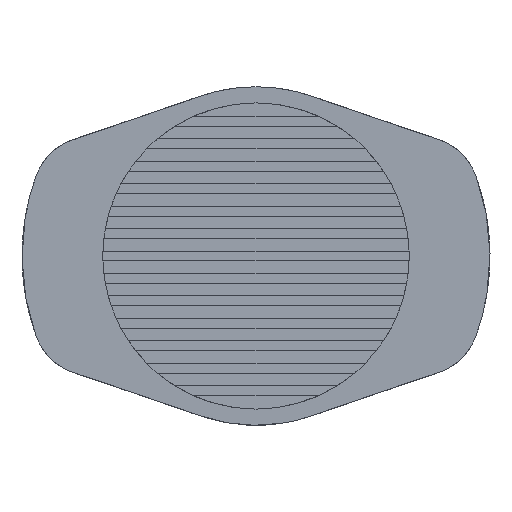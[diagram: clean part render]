
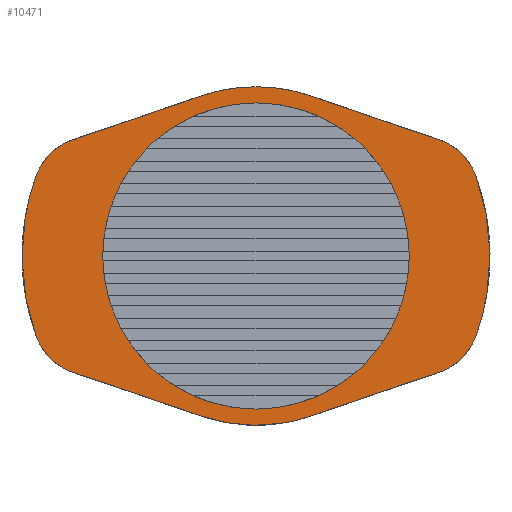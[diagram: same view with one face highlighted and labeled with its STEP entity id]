
A CAD part, left-side view. The second image highlights one B-rep face of the part: STEP entity #10471.
In plain terms, the highlighted free-form (B-spline) face has degree [1, 1] with [2, 2] control points.
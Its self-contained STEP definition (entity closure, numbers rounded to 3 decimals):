
#87 = VERTEX_POINT('',#88);
#88 = CARTESIAN_POINT('',(0.,0.,18.608));
#93 = EDGE_CURVE('',#94,#87,#96,.T.);
#94 = VERTEX_POINT('',#95);
#95 = CARTESIAN_POINT('',(0.,-6.026,17.606));
#96 = ( BOUNDED_CURVE() B_SPLINE_CURVE(2,(#97,#98,#99),.UNSPECIFIED.,.F.
,.F.) B_SPLINE_CURVE_WITH_KNOTS((3,3),(5.953,6.283),
.PIECEWISE_BEZIER_KNOTS.) CURVE() GEOMETRIC_REPRESENTATION_ITEM() 
RATIONAL_B_SPLINE_CURVE((1.,0.986,1.)) REPRESENTATION_ITEM('') 
  );
#97 = CARTESIAN_POINT('',(0.,-6.026,17.606));
#98 = CARTESIAN_POINT('',(0.,-3.096,18.608));
#99 = CARTESIAN_POINT('',(0.,0.,18.608));
#6983 = VERTEX_POINT('',#6984);
#6984 = CARTESIAN_POINT('',(0.,0.,-15.598));
#6998 = VERTEX_POINT('',#6999);
#6999 = CARTESIAN_POINT('',(0.,0.,15.598));
#7004 = EDGE_CURVE('',#6998,#6983,#7005,.T.);
#7005 = ( BOUNDED_CURVE() B_SPLINE_CURVE(2,(#7006,#7007,#7008,#7009,
#7010),.UNSPECIFIED.,.F.,.F.) B_SPLINE_CURVE_WITH_KNOTS((3,2,3),(
    3.142,4.712,6.283),
.PIECEWISE_BEZIER_KNOTS.) CURVE() GEOMETRIC_REPRESENTATION_ITEM() 
RATIONAL_B_SPLINE_CURVE((1.,0.707,1.,0.707,1.)) 
REPRESENTATION_ITEM('') );
#7006 = CARTESIAN_POINT('',(0.,0.,15.598));
#7007 = CARTESIAN_POINT('',(0.,-15.598,15.598));
#7008 = CARTESIAN_POINT('',(0.,-15.598,0.));
#7009 = CARTESIAN_POINT('',(0.,-15.598,-15.598));
#7010 = CARTESIAN_POINT('',(0.,0.,-15.598));
#7735 = VERTEX_POINT('',#7736);
#7736 = CARTESIAN_POINT('',(0.,-24.164,-8.819));
#8080 = VERTEX_POINT('',#8081);
#8081 = CARTESIAN_POINT('',(0.,-24.164,8.819));
#8086 = EDGE_CURVE('',#8080,#7735,#8087,.T.);
#8087 = ( BOUNDED_CURVE() B_SPLINE_CURVE(2,(#8088,#8089,#8090),
.UNSPECIFIED.,.F.,.F.) B_SPLINE_CURVE_WITH_KNOTS((3,3),(4.362,
5.062),.PIECEWISE_BEZIER_KNOTS.) CURVE() 
GEOMETRIC_REPRESENTATION_ITEM() RATIONAL_B_SPLINE_CURVE((1.,
0.939,1.)) REPRESENTATION_ITEM('') );
#8088 = CARTESIAN_POINT('',(0.,-24.164,8.819));
#8089 = CARTESIAN_POINT('',(0.,-27.383,0.));
#8090 = CARTESIAN_POINT('',(0.,-24.164,-8.819));
#8113 = VERTEX_POINT('',#8114);
#8114 = CARTESIAN_POINT('',(0.,24.164,-8.819));
#8119 = EDGE_CURVE('',#8113,#8120,#8122,.T.);
#8120 = VERTEX_POINT('',#8121);
#8121 = CARTESIAN_POINT('',(0.,24.164,8.819));
#8122 = ( BOUNDED_CURVE() B_SPLINE_CURVE(2,(#8123,#8124,#8125),
.UNSPECIFIED.,.F.,.F.) B_SPLINE_CURVE_WITH_KNOTS((3,3),(1.221,
1.921),.PIECEWISE_BEZIER_KNOTS.) CURVE() 
GEOMETRIC_REPRESENTATION_ITEM() RATIONAL_B_SPLINE_CURVE((1.,
0.939,1.)) REPRESENTATION_ITEM('') );
#8123 = CARTESIAN_POINT('',(0.,24.164,-8.819));
#8124 = CARTESIAN_POINT('',(0.,27.383,0.));
#8125 = CARTESIAN_POINT('',(0.,24.164,8.819));
#8824 = EDGE_CURVE('',#6983,#6998,#8825,.T.);
#8825 = ( BOUNDED_CURVE() B_SPLINE_CURVE(2,(#8826,#8827,#8828,#8829,
#8830),.UNSPECIFIED.,.F.,.F.) B_SPLINE_CURVE_WITH_KNOTS((3,2,3),(0.,
1.571,3.142),.PIECEWISE_BEZIER_KNOTS.) CURVE() 
GEOMETRIC_REPRESENTATION_ITEM() RATIONAL_B_SPLINE_CURVE((1.,
0.707,1.,0.707,1.)) REPRESENTATION_ITEM('') );
#8826 = CARTESIAN_POINT('',(0.,0.,-15.598));
#8827 = CARTESIAN_POINT('',(0.,15.598,-15.598));
#8828 = CARTESIAN_POINT('',(0.,15.598,0.));
#8829 = CARTESIAN_POINT('',(0.,15.598,15.598));
#8830 = CARTESIAN_POINT('',(0.,0.,15.598));
#10471 = ADVANCED_FACE('',(#10472,#10476),#10551,.T.);
#10472 = FACE_BOUND('',#10473,.T.);
#10473 = EDGE_LOOP('',(#10474,#10475));
#10474 = ORIENTED_EDGE('',*,*,#8824,.T.);
#10475 = ORIENTED_EDGE('',*,*,#7004,.T.);
#10476 = FACE_BOUND('',#10477,.T.);
#10477 = EDGE_LOOP('',(#10478,#10487,#10493,#10494,#10502,#10507,#10508,
    #10516,#10523,#10529,#10530,#10538,#10545));
#10478 = ORIENTED_EDGE('',*,*,#10479,.T.);
#10479 = EDGE_CURVE('',#10480,#10482,#10484,.T.);
#10480 = VERTEX_POINT('',#10481);
#10481 = CARTESIAN_POINT('',(0.,-6.026,-17.606));
#10482 = VERTEX_POINT('',#10483);
#10483 = CARTESIAN_POINT('',(0.,-20.121,-12.781));
#10484 = B_SPLINE_CURVE_WITH_KNOTS('',1,(#10485,#10486),.UNSPECIFIED.,
  .F.,.F.,(2,2),(0.,13.611),.PIECEWISE_BEZIER_KNOTS.);
#10485 = CARTESIAN_POINT('',(0.,-6.026,-17.606));
#10486 = CARTESIAN_POINT('',(0.,-20.121,-12.781));
#10487 = ORIENTED_EDGE('',*,*,#10488,.T.);
#10488 = EDGE_CURVE('',#10482,#7735,#10489,.T.);
#10489 = ( BOUNDED_CURVE() B_SPLINE_CURVE(2,(#10490,#10491,#10492),
.UNSPECIFIED.,.F.,.F.) B_SPLINE_CURVE_WITH_KNOTS((3,3),(3.471,
4.362),.PIECEWISE_BEZIER_KNOTS.) CURVE() 
GEOMETRIC_REPRESENTATION_ITEM() RATIONAL_B_SPLINE_CURVE((1.,
0.902,1.)) REPRESENTATION_ITEM('') );
#10490 = CARTESIAN_POINT('',(0.,-20.121,-12.781));
#10491 = CARTESIAN_POINT('',(0.,-23.089,-11.766));
#10492 = CARTESIAN_POINT('',(0.,-24.164,-8.819));
#10493 = ORIENTED_EDGE('',*,*,#8086,.F.);
#10494 = ORIENTED_EDGE('',*,*,#10495,.T.);
#10495 = EDGE_CURVE('',#8080,#10496,#10498,.T.);
#10496 = VERTEX_POINT('',#10497);
#10497 = CARTESIAN_POINT('',(0.,-20.121,12.781));
#10498 = ( BOUNDED_CURVE() B_SPLINE_CURVE(2,(#10499,#10500,#10501),
.UNSPECIFIED.,.F.,.F.) B_SPLINE_CURVE_WITH_KNOTS((3,3),(1.921,
2.812),.PIECEWISE_BEZIER_KNOTS.) CURVE() 
GEOMETRIC_REPRESENTATION_ITEM() RATIONAL_B_SPLINE_CURVE((1.,
0.902,1.)) REPRESENTATION_ITEM('') );
#10499 = CARTESIAN_POINT('',(0.,-24.164,8.819));
#10500 = CARTESIAN_POINT('',(0.,-23.089,11.766));
#10501 = CARTESIAN_POINT('',(0.,-20.121,12.781));
#10502 = ORIENTED_EDGE('',*,*,#10503,.T.);
#10503 = EDGE_CURVE('',#10496,#94,#10504,.T.);
#10504 = B_SPLINE_CURVE_WITH_KNOTS('',1,(#10505,#10506),.UNSPECIFIED.,
  .F.,.F.,(2,2),(-13.611,0.),
  .PIECEWISE_BEZIER_KNOTS.);
#10505 = CARTESIAN_POINT('',(0.,-20.121,12.781));
#10506 = CARTESIAN_POINT('',(0.,-6.026,17.606));
#10507 = ORIENTED_EDGE('',*,*,#93,.T.);
#10508 = ORIENTED_EDGE('',*,*,#10509,.T.);
#10509 = EDGE_CURVE('',#87,#10510,#10512,.T.);
#10510 = VERTEX_POINT('',#10511);
#10511 = CARTESIAN_POINT('',(0.,6.026,17.606));
#10512 = ( BOUNDED_CURVE() B_SPLINE_CURVE(2,(#10513,#10514,#10515),
.UNSPECIFIED.,.F.,.F.) B_SPLINE_CURVE_WITH_KNOTS((3,3),(0.,
0.33),.PIECEWISE_BEZIER_KNOTS.) CURVE() 
GEOMETRIC_REPRESENTATION_ITEM() RATIONAL_B_SPLINE_CURVE((1.,
0.986,1.)) REPRESENTATION_ITEM('') );
#10513 = CARTESIAN_POINT('',(0.,0.,18.608));
#10514 = CARTESIAN_POINT('',(0.,3.096,18.608));
#10515 = CARTESIAN_POINT('',(0.,6.026,17.606));
#10516 = ORIENTED_EDGE('',*,*,#10517,.T.);
#10517 = EDGE_CURVE('',#10510,#10518,#10520,.T.);
#10518 = VERTEX_POINT('',#10519);
#10519 = CARTESIAN_POINT('',(0.,20.121,12.781));
#10520 = B_SPLINE_CURVE_WITH_KNOTS('',1,(#10521,#10522),.UNSPECIFIED.,
  .F.,.F.,(2,2),(0.,13.611),.PIECEWISE_BEZIER_KNOTS.);
#10521 = CARTESIAN_POINT('',(0.,6.026,17.606));
#10522 = CARTESIAN_POINT('',(0.,20.121,12.781));
#10523 = ORIENTED_EDGE('',*,*,#10524,.T.);
#10524 = EDGE_CURVE('',#10518,#8120,#10525,.T.);
#10525 = ( BOUNDED_CURVE() B_SPLINE_CURVE(2,(#10526,#10527,#10528),
.UNSPECIFIED.,.F.,.F.) B_SPLINE_CURVE_WITH_KNOTS((3,3),(0.33,
1.221),.PIECEWISE_BEZIER_KNOTS.) CURVE() 
GEOMETRIC_REPRESENTATION_ITEM() RATIONAL_B_SPLINE_CURVE((1.,
0.902,1.)) REPRESENTATION_ITEM('') );
#10526 = CARTESIAN_POINT('',(0.,20.121,12.781));
#10527 = CARTESIAN_POINT('',(0.,23.089,11.766));
#10528 = CARTESIAN_POINT('',(0.,24.164,8.819));
#10529 = ORIENTED_EDGE('',*,*,#8119,.F.);
#10530 = ORIENTED_EDGE('',*,*,#10531,.T.);
#10531 = EDGE_CURVE('',#8113,#10532,#10534,.T.);
#10532 = VERTEX_POINT('',#10533);
#10533 = CARTESIAN_POINT('',(0.,20.121,-12.781));
#10534 = ( BOUNDED_CURVE() B_SPLINE_CURVE(2,(#10535,#10536,#10537),
.UNSPECIFIED.,.F.,.F.) B_SPLINE_CURVE_WITH_KNOTS((3,3),(5.062,
5.953),.PIECEWISE_BEZIER_KNOTS.) CURVE() 
GEOMETRIC_REPRESENTATION_ITEM() RATIONAL_B_SPLINE_CURVE((1.,
0.902,1.)) REPRESENTATION_ITEM('') );
#10535 = CARTESIAN_POINT('',(0.,24.164,-8.819));
#10536 = CARTESIAN_POINT('',(0.,23.089,-11.766));
#10537 = CARTESIAN_POINT('',(0.,20.121,-12.781));
#10538 = ORIENTED_EDGE('',*,*,#10539,.T.);
#10539 = EDGE_CURVE('',#10532,#10540,#10542,.T.);
#10540 = VERTEX_POINT('',#10541);
#10541 = CARTESIAN_POINT('',(0.,6.026,-17.606));
#10542 = B_SPLINE_CURVE_WITH_KNOTS('',1,(#10543,#10544),.UNSPECIFIED.,
  .F.,.F.,(2,2),(-13.611,0.),
  .PIECEWISE_BEZIER_KNOTS.);
#10543 = CARTESIAN_POINT('',(0.,20.121,-12.781));
#10544 = CARTESIAN_POINT('',(0.,6.026,-17.606));
#10545 = ORIENTED_EDGE('',*,*,#10546,.T.);
#10546 = EDGE_CURVE('',#10540,#10480,#10547,.T.);
#10547 = ( BOUNDED_CURVE() B_SPLINE_CURVE(2,(#10548,#10549,#10550),
.UNSPECIFIED.,.F.,.F.) B_SPLINE_CURVE_WITH_KNOTS((3,3),(2.812,
3.471),.PIECEWISE_BEZIER_KNOTS.) CURVE() 
GEOMETRIC_REPRESENTATION_ITEM() RATIONAL_B_SPLINE_CURVE((1.,
0.946,1.)) REPRESENTATION_ITEM('') );
#10548 = CARTESIAN_POINT('',(0.,6.026,-17.606));
#10549 = CARTESIAN_POINT('',(0.,0.,-19.668));
#10550 = CARTESIAN_POINT('',(0.,-6.026,-17.606));
#10551 = B_SPLINE_SURFACE_WITH_KNOTS('',1,1,(
    (#10552,#10553)
    ,(#10554,#10555
    )),.UNSPECIFIED.,.F.,.F.,.F.,(2,2),(2,2),(-17.,17.),(-37.75,9.25),
  .PIECEWISE_BEZIER_KNOTS.);
#10552 = CARTESIAN_POINT('',(0.,-25.723,-18.608));
#10553 = CARTESIAN_POINT('',(0.,25.723,-18.608));
#10554 = CARTESIAN_POINT('',(0.,-25.723,18.608));
#10555 = CARTESIAN_POINT('',(0.,25.723,18.608));
